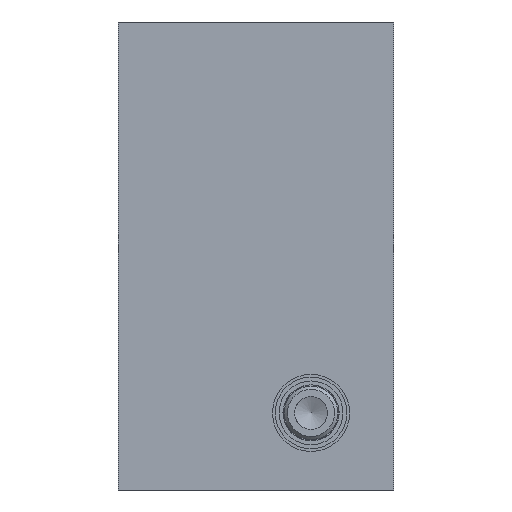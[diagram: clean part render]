
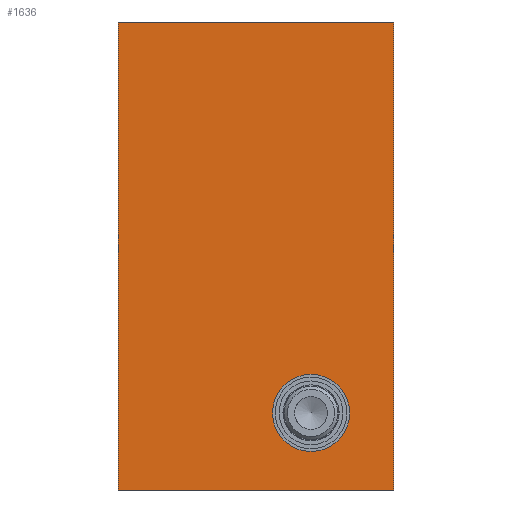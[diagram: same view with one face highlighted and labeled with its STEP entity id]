
A CAD part, front view. The second image highlights one B-rep face of the part: STEP entity #1636.
In plain terms, the highlighted planar face has unit normal (0, -1, 0).
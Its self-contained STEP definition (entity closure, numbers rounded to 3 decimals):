
#40=LINE('',#2622,#118);
#44=LINE('',#2631,#122);
#47=LINE('',#2639,#125);
#50=LINE('',#2645,#128);
#118=VECTOR('',#2025,1000.);
#122=VECTOR('',#2031,1000.);
#125=VECTOR('',#2038,1000.);
#128=VECTOR('',#2043,1000.);
#201=PLANE('',#1794);
#346=ORIENTED_EDGE('',*,*,#780,.T.);
#347=ORIENTED_EDGE('',*,*,#764,.F.);
#348=ORIENTED_EDGE('',*,*,#775,.F.);
#349=ORIENTED_EDGE('',*,*,#772,.F.);
#350=ORIENTED_EDGE('',*,*,#768,.F.);
#764=EDGE_CURVE('',#987,#988,#40,.T.);
#768=EDGE_CURVE('',#988,#991,#44,.T.);
#772=EDGE_CURVE('',#991,#994,#47,.T.);
#775=EDGE_CURVE('',#994,#987,#50,.T.);
#780=EDGE_CURVE('',#999,#999,#1149,.T.);
#987=VERTEX_POINT('',#2623);
#988=VERTEX_POINT('',#2624);
#991=VERTEX_POINT('',#2632);
#994=VERTEX_POINT('',#2640);
#999=VERTEX_POINT('',#2656);
#1149=CIRCLE('',#1795,7.);
#1269=EDGE_LOOP('',(#346));
#1270=EDGE_LOOP('',(#347,#348,#349,#350));
#1434=FACE_BOUND('',#1269,.T.);
#1435=FACE_BOUND('',#1270,.T.);
#1636=ADVANCED_FACE('',(#1434,#1435),#201,.F.);
#1794=AXIS2_PLACEMENT_3D('',#2654,#2053,#2054);
#1795=AXIS2_PLACEMENT_3D('',#2655,#2055,#2056);
#2025=DIRECTION('',(-1.,0.,0.));
#2031=DIRECTION('',(0.,0.,1.));
#2038=DIRECTION('',(1.,0.,0.));
#2043=DIRECTION('',(0.,0.,-1.));
#2053=DIRECTION('',(0.,1.,0.));
#2054=DIRECTION('',(0.,0.,1.));
#2055=DIRECTION('',(0.,1.,0.));
#2056=DIRECTION('',(0.,0.,1.));
#2622=CARTESIAN_POINT('',(25.,0.,-85.));
#2623=CARTESIAN_POINT('',(25.,0.,-85.));
#2624=CARTESIAN_POINT('',(-25.,0.,-85.));
#2631=CARTESIAN_POINT('',(-25.,0.,-85.));
#2632=CARTESIAN_POINT('',(-25.,0.,0.));
#2639=CARTESIAN_POINT('',(-25.,0.,0.));
#2640=CARTESIAN_POINT('',(25.,0.,0.));
#2645=CARTESIAN_POINT('',(25.,0.,0.));
#2654=CARTESIAN_POINT('',(0.,0.,0.));
#2655=CARTESIAN_POINT('',(10.,0.,-71.));
#2656=CARTESIAN_POINT('',(10.,0.,-64.));
